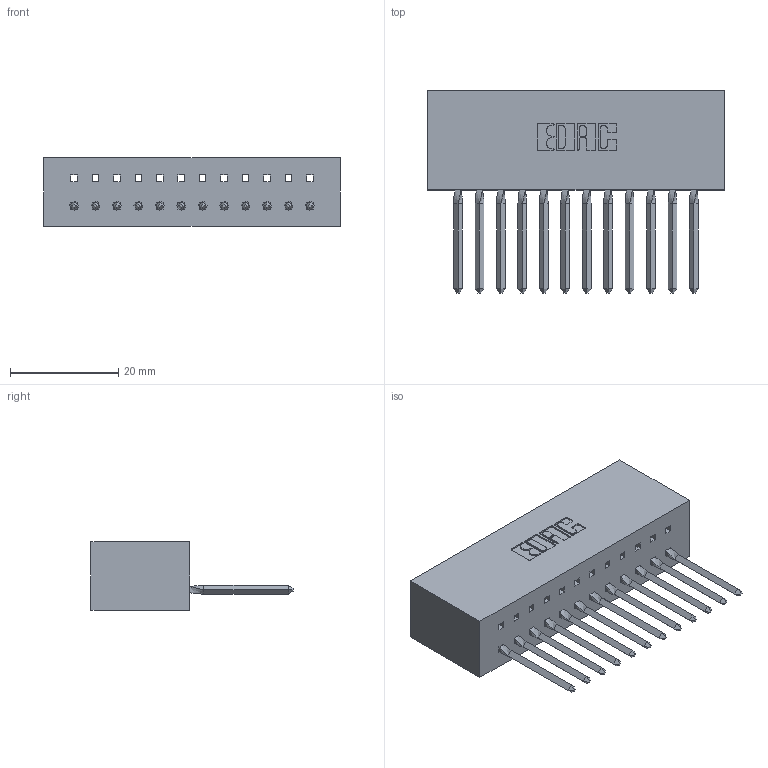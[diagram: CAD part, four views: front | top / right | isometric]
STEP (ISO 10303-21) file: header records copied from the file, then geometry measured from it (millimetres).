
FILE_DESCRIPTION (( 'STEP AP203' ), '1' );
FILE_NAME ('317-012-542-601.STEP', '2020-02-27T13:50:32', ( '' ), ( '' ), 'SwSTEP 2.0', 'SolidWorks 2016', '' );
FILE_SCHEMA (( 'CONFIG_CONTROL_DESIGN' ));
Length unit declared in the file: inch
Products named in the file (3): 317-012-542-601; 317 Part_Lugless; 317-290-003_542
Assembly tree (13 placements, depth 2):
  317-012-542-601
    317 Part_Lugless
    317-290-003_542  x12
Bounding box: 54.76 x 37.34 x 12.7 mm (x, y, z)
Volume: 9248.2 mm3; surface area: 10650.3 mm2
Topology: 13 solids, 13 shells, 990 faces, 2843 edges, 1838 vertices
Faces by surface type: plane 818, cylinder 124, bspline 48
Entity records: 19755 total; most frequent: CARTESIAN_POINT 3745, ORIENTED_EDGE 3420, DIRECTION 2898, EDGE_CURVE 1710, LINE 1548, VECTOR 1548, VERTEX_POINT 1134, AXIS2_PLACEMENT_3D 675
